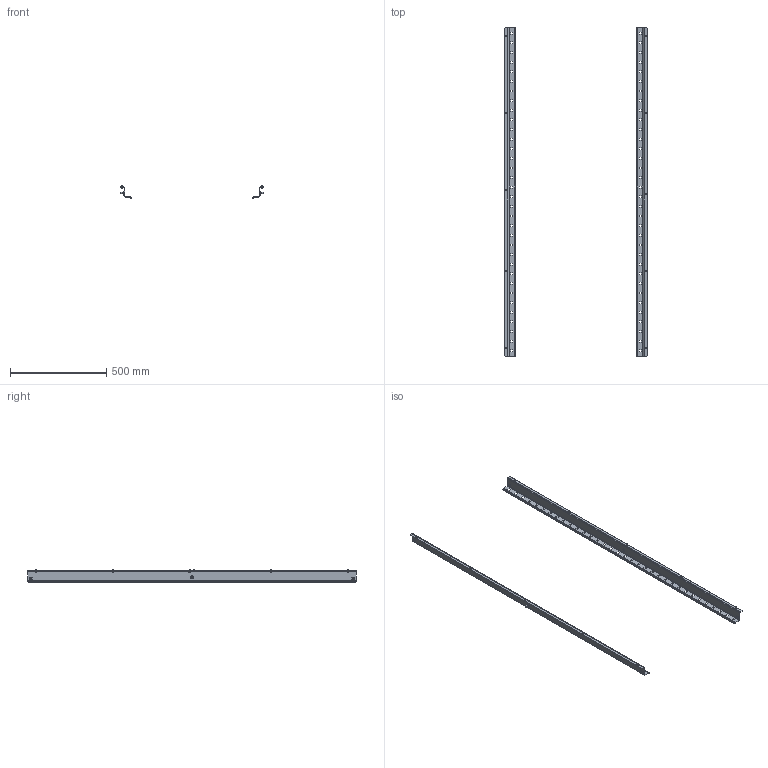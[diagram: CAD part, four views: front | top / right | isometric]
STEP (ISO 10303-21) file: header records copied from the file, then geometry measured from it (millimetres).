
FILE_DESCRIPTION (( 'STEP AP203' ), '1' );
FILE_NAME ('UR31201180000 Êîìïëåêò ñòîåê äëÿ êðåïëåíèÿ ôàëüø-ïàíåëåé RS52 180.00 (000.801.499-01).STEP', '2022-04-18T08:21:52', ( '' ), ( '' ), 'SwSTEP 2.0', 'SolidWorks 2017', '' );
FILE_SCHEMA (( 'CONFIG_CONTROL_DESIGN' ));
Length unit declared in the file: millimetre
Products named in the file (8): 000.330.052 栺鍣罻_01(180); Ãàéêà êëåòåâàÿ_M5-4B; Êëåòêà ãàéêè_M6-4€; Ãàéêà êâàäðàòíàÿ_Œ5; 030-108 栺鍣罻_01(180); Øïèëüêà çàçåìëåíèÿ CKF CS_Œ8å20; Âèíò DIN 7500 C TORX_Œ5å10; UR31201180000 Êîìïëåêò ñòîåê äëÿ êðåïëåíèÿ ôàëüø-ïàíåëåé RS52 180.00 (000.801.499-01)
Assembly tree (21 placements, depth 3):
  UR31201180000 Êîìïëåêò ñòîåê äëÿ êðåïëåíèÿ ôàëüø-ïàíåëåé RS52 180.00 (000.801.499-01)
    000.330.052 栺鍣罻_01(180)  x2
      030-108 栺鍣罻_01(180)
      Øïèëüêà çàçåìëåíèÿ CKF CS_Œ8å20
    Âèíò DIN 7500 C TORX_Œ5å10  x11
    Ãàéêà êëåòåâàÿ_M5-4B  x4
      Êëåòêà ãàéêè_M6-4€
      Ãàéêà êâàäðàòíàÿ_Œ5
Bounding box: 743.36 x 1707 x 68 mm (x, y, z)
Volume: 727518.6 mm3; surface area: 749978.9 mm2
Topology: 23 solids, 23 shells, 1269 faces, 3212 edges, 2010 vertices
Faces by surface type: plane 828, cylinder 331, cone 56, bspline 32, sphere 22
Entity records: 12156 total; most frequent: CARTESIAN_POINT 2292, ORIENTED_EDGE 1788, DIRECTION 1709, EDGE_CURVE 894, VECTOR 719, LINE 719, VERTEX_POINT 560, AXIS2_PLACEMENT_3D 495
